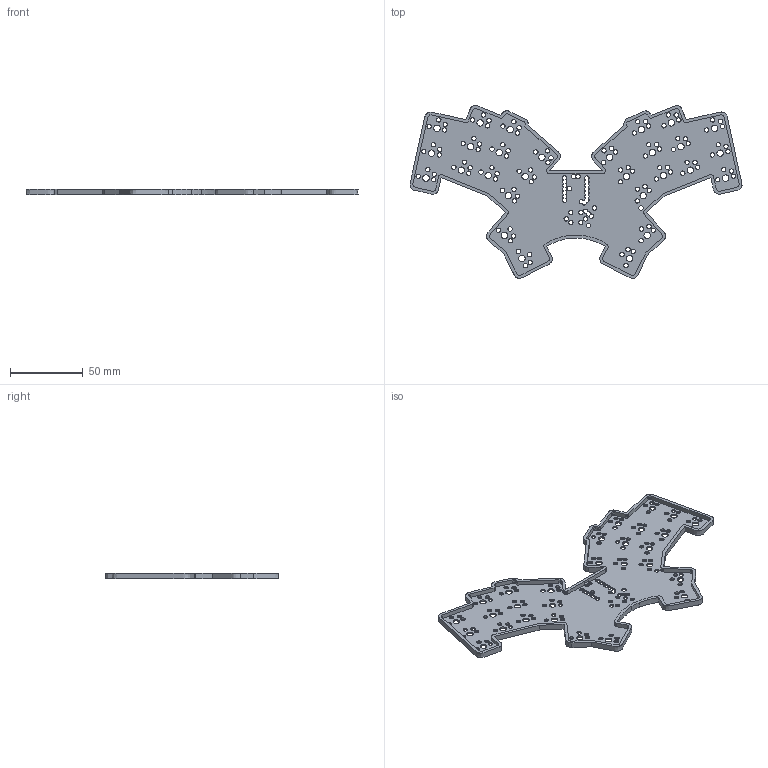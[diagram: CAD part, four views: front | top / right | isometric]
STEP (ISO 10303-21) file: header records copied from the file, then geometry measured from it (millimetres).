
FILE_DESCRIPTION(('Open CASCADE Model'),'2;1');
FILE_NAME('Open CASCADE Shape Model','2025-01-27T11:02:14',('Author'),( 'Open CASCADE'),'Open CASCADE STEP processor 7.7','Open CASCADE 7.7' ,'Unknown');
FILE_SCHEMA(('AUTOMOTIVE_DESIGN { 1 0 10303 214 1 1 1 1 }'));
Length unit declared in the file: millimetre
Products named in the file (1): COMPOUND
Bounding box: 228.12 x 118.69 x 4 mm (x, y, z)
Volume: 18792.6 mm3; surface area: 34356.6 mm2
Topology: 1 solids, 1 shells, 441 faces, 1317 edges, 877 vertices
Faces by surface type: plane 225, cylinder 189, extrusion 27
Full cylindrical faces by diameter (mm): 3 x123, 4.429 x28
Entity records: 40831 total; most frequent: CARTESIAN_POINT 14885, DIRECTION 4639, VECTOR 3025, LINE 2998, ORIENTED_EDGE 2636, PCURVE 2634, DEFINITIONAL_REPRESENTATION 2634, EDGE_CURVE 1317
